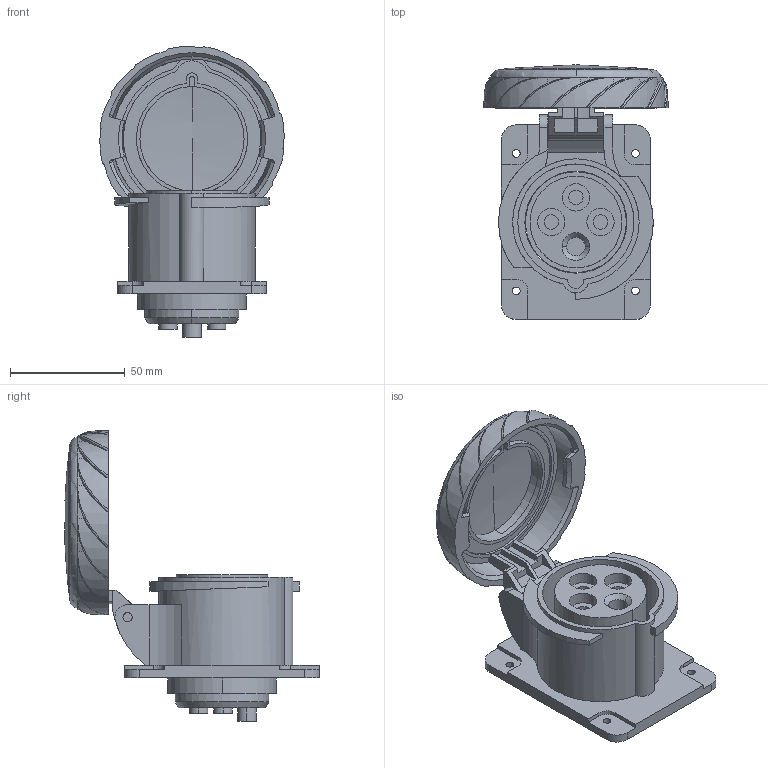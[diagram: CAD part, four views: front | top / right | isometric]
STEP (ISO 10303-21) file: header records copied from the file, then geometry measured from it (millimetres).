
FILE_DESCRIPTION((''),'2;1');
FILE_NAME('PKF16G734_3D-SIMPLIFIED_ASM','2023-02-14T12:37:35',('melanie.cordero'),(''),'CREO PARAMETRIC BY PTC INC, 2018260','CREO PARAMETRIC BY PTC INC, 2018260','');
FILE_SCHEMA(('CONFIG_CONTROL_DESIGN'));
Length unit declared in the file: millimetre
Products named in the file (6): PRT04_01; PRT04_02; PRT04_03; PRT04_04; PRT04_05; PKF16G734_3D-SIMPLIFIED_ASM
Assembly tree (5 placements, depth 2):
  PKF16G734_3D-SIMPLIFIED_ASM
    PRT04_01
    PRT04_02
    PRT04_03
    PRT04_04
    PRT04_05
Bounding box: 80.44 x 111.23 x 126.97 mm (x, y, z)
Volume: 148054.8 mm3; surface area: 67906.3 mm2
Topology: 5 solids, 5 shells, 372 faces, 1055 edges, 707 vertices
Faces by surface type: cylinder 146, plane 120, bspline 56, torus 30, sphere 10, cone 10
Entity records: 16661 total; most frequent: CARTESIAN_POINT 7109, ORIENTED_EDGE 2090, DIRECTION 1900, EDGE_CURVE 1045, AXIS2_PLACEMENT_3D 780, VERTEX_POINT 707, CIRCLE 453, EDGE_LOOP 414
